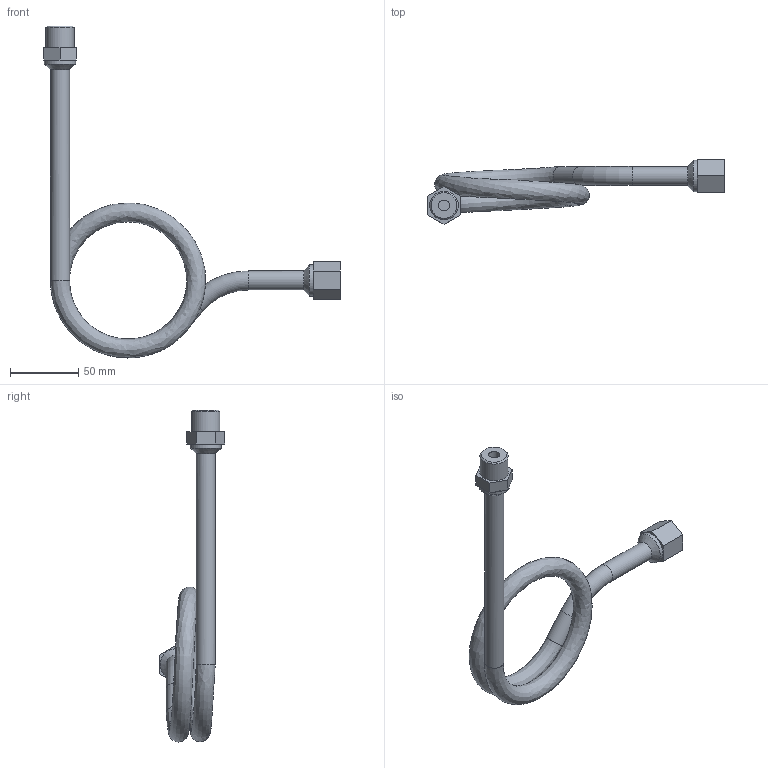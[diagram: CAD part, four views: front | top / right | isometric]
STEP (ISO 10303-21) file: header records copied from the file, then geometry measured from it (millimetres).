
FILE_DESCRIPTION(/* description */ ('Трубка петлевая 90 градусов из нержавеющей стали'),/* implementation_level */ '2;1');
FILE_NAME(/* name */ 'Трубка петлевая 90 градусов из нержавеющей стали.stp',/* time_stamp */ '2023-07-25T12:22:37+03:00',/* author */ ('Tech'),/* organization */ (''),/* preprocessor_version */ 'ST-DEVELOPER v18.1',/* originating_system */ 'Autodesk Inventor 2021',/* authorisation */ '');
FILE_SCHEMA (('AUTOMOTIVE_DESIGN { 1 0 10303 214 3 1 1 }'));
Length unit declared in the file: millimetre
Products named in the file (1): Трубка петлевая 
90 градусов из нержавеющей 
стали
Bounding box: 218 x 47.85 x 244 mm (x, y, z)
Volume: 70786.8 mm3; surface area: 60054.6 mm2
Topology: 1 solids, 1 shells, 47 faces, 119 edges, 81 vertices
Faces by surface type: plane 23, cylinder 16, cone 4, torus 2, bspline 2
Full cylindrical faces by diameter (mm): 8 x2, 10 x3, 14 x3, 18.631 x1, 20.955 x1, 23 x2
Entity records: 2792 total; most frequent: CARTESIAN_POINT 1575, DIRECTION 258, ORIENTED_EDGE 238, EDGE_CURVE 119, AXIS2_PLACEMENT_3D 103, VERTEX_POINT 81, EDGE_LOOP 54, LINE 52
